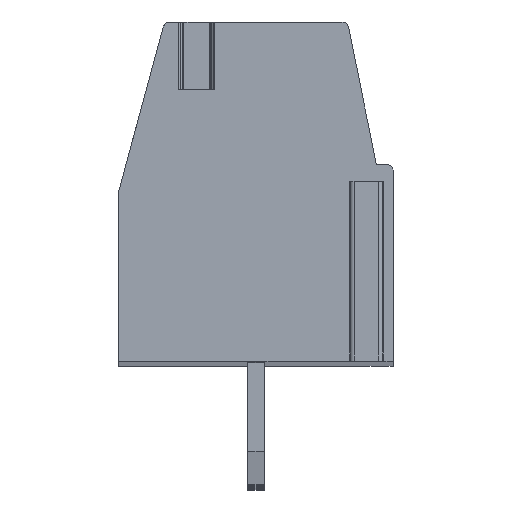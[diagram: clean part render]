
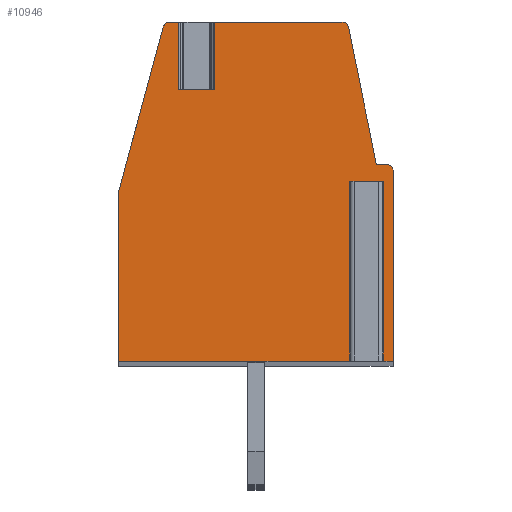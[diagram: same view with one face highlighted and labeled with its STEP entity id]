
A CAD part, top view. The second image highlights one B-rep face of the part: STEP entity #10946.
In plain terms, the highlighted planar face has unit normal (0, 0, 1).
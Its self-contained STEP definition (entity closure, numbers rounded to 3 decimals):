
#364=DIRECTION('',(-1.,0.,0.));
#365=VECTOR('',#364,1.07);
#366=CARTESIAN_POINT('',(-1.21,3.,2.5));
#367=LINE('',#366,#365);
#368=DIRECTION('',(0.,1.,0.));
#369=VECTOR('',#368,2.);
#370=CARTESIAN_POINT('',(-1.21,3.,2.5));
#371=LINE('',#370,#369);
#372=DIRECTION('',(-1.,0.,0.));
#373=VECTOR('',#372,3.746);
#374=CARTESIAN_POINT('',(2.536,5.,2.5));
#375=LINE('',#374,#373);
#376=CARTESIAN_POINT('',(2.536,4.8,2.5));
#377=DIRECTION('',(0.,0.,1.));
#378=DIRECTION('',(0.98,0.198,0.));
#379=AXIS2_PLACEMENT_3D('',#376,#377,#378);
#381=DIRECTION('',(-0.198,0.98,0.));
#382=VECTOR('',#381,4.122);
#383=CARTESIAN_POINT('',(3.55,0.8,2.5));
#384=LINE('',#383,#382);
#385=DIRECTION('',(-1.,0.,0.));
#386=VECTOR('',#385,0.3);
#387=CARTESIAN_POINT('',(3.85,0.8,2.5));
#388=LINE('',#387,#386);
#389=CARTESIAN_POINT('',(3.85,0.6,2.5));
#390=DIRECTION('',(0.,0.,1.));
#391=DIRECTION('',(1.,0.,0.));
#392=AXIS2_PLACEMENT_3D('',#389,#390,#391);
#394=DIRECTION('',(0.,1.,0.));
#395=VECTOR('',#394,5.6);
#396=CARTESIAN_POINT('',(4.05,-5.,2.5));
#397=LINE('',#396,#395);
#398=DIRECTION('',(1.,0.,0.));
#399=VECTOR('',#398,0.495);
#400=CARTESIAN_POINT('',(3.555,-5.,2.5));
#401=LINE('',#400,#399);
#402=DIRECTION('',(0.,1.,0.));
#403=VECTOR('',#402,5.3);
#404=CARTESIAN_POINT('',(3.555,-5.,2.5));
#405=LINE('',#404,#403);
#406=DIRECTION('',(1.,0.,0.));
#407=VECTOR('',#406,0.6);
#408=CARTESIAN_POINT('',(2.955,0.3,2.5));
#409=LINE('',#408,#407);
#410=DIRECTION('',(0.,1.,0.));
#411=VECTOR('',#410,5.3);
#412=CARTESIAN_POINT('',(2.955,-5.,2.5));
#413=LINE('',#412,#411);
#414=DIRECTION('',(1.,0.,0.));
#415=VECTOR('',#414,7.005);
#416=CARTESIAN_POINT('',(-4.05,-5.,2.5));
#417=LINE('',#416,#415);
#418=DIRECTION('',(0.,-1.,0.));
#419=VECTOR('',#418,5.);
#420=CARTESIAN_POINT('',(-4.05,0.,2.5));
#421=LINE('',#420,#419);
#422=DIRECTION('',(-0.261,-0.965,0.));
#423=VECTOR('',#422,5.026);
#424=CARTESIAN_POINT('',(-2.74,4.852,2.5));
#425=LINE('',#424,#423);
#426=CARTESIAN_POINT('',(-2.547,4.8,2.5));
#427=DIRECTION('',(0.,0.,1.));
#428=DIRECTION('',(0.,1.,0.));
#429=AXIS2_PLACEMENT_3D('',#426,#427,#428);
#431=DIRECTION('',(-1.,0.,0.));
#432=VECTOR('',#431,0.267);
#433=CARTESIAN_POINT('',(-2.28,5.,2.5));
#434=LINE('',#433,#432);
#435=DIRECTION('',(0.,1.,0.));
#436=VECTOR('',#435,2.);
#437=CARTESIAN_POINT('',(-2.28,3.,2.5));
#438=LINE('',#437,#436);
#8187=CARTESIAN_POINT('',(4.05,-5.,2.5));
#8188=CARTESIAN_POINT('',(4.05,0.6,2.5));
#8189=VERTEX_POINT('',#8187);
#8190=VERTEX_POINT('',#8188);
#8191=CARTESIAN_POINT('',(3.85,0.8,2.5));
#8192=VERTEX_POINT('',#8191);
#8193=CARTESIAN_POINT('',(3.55,0.8,2.5));
#8194=VERTEX_POINT('',#8193);
#8195=CARTESIAN_POINT('',(2.732,4.84,2.5));
#8196=VERTEX_POINT('',#8195);
#8197=CARTESIAN_POINT('',(2.536,5.,2.5));
#8198=VERTEX_POINT('',#8197);
#8199=CARTESIAN_POINT('',(-2.547,5.,2.5));
#8200=CARTESIAN_POINT('',(-2.74,4.852,2.5));
#8201=VERTEX_POINT('',#8199);
#8202=VERTEX_POINT('',#8200);
#8203=CARTESIAN_POINT('',(-4.05,0.,2.5));
#8204=VERTEX_POINT('',#8203);
#8205=CARTESIAN_POINT('',(-4.05,-5.,2.5));
#8206=VERTEX_POINT('',#8205);
#8223=CARTESIAN_POINT('',(2.955,0.3,2.5));
#8224=CARTESIAN_POINT('',(3.555,0.3,2.5));
#8225=VERTEX_POINT('',#8223);
#8226=VERTEX_POINT('',#8224);
#8227=CARTESIAN_POINT('',(2.955,-5.,2.5));
#8228=VERTEX_POINT('',#8227);
#8229=CARTESIAN_POINT('',(3.555,-5.,2.5));
#8230=VERTEX_POINT('',#8229);
#8299=CARTESIAN_POINT('',(-1.21,3.,2.5));
#8300=CARTESIAN_POINT('',(-2.28,3.,2.5));
#8301=VERTEX_POINT('',#8299);
#8302=VERTEX_POINT('',#8300);
#8303=CARTESIAN_POINT('',(-2.28,5.,2.5));
#8304=VERTEX_POINT('',#8303);
#8305=CARTESIAN_POINT('',(-1.21,5.,2.5));
#8306=VERTEX_POINT('',#8305);
#10906=CARTESIAN_POINT('',(0.,0.,2.5));
#10907=DIRECTION('',(0.,0.,1.));
#10908=DIRECTION('',(1.,0.,0.));
#10909=AXIS2_PLACEMENT_3D('',#10906,#10907,#10908);
#10910=PLANE('',#10909);
#10912=ORIENTED_EDGE('',*,*,#10911,.F.);
#10913=ORIENTED_EDGE('',*,*,#10897,.T.);
#10914=ORIENTED_EDGE('',*,*,#10730,.F.);
#10916=ORIENTED_EDGE('',*,*,#10915,.F.);
#10918=ORIENTED_EDGE('',*,*,#10917,.F.);
#10920=ORIENTED_EDGE('',*,*,#10919,.F.);
#10922=ORIENTED_EDGE('',*,*,#10921,.F.);
#10924=ORIENTED_EDGE('',*,*,#10923,.F.);
#10926=ORIENTED_EDGE('',*,*,#10925,.F.);
#10928=ORIENTED_EDGE('',*,*,#10927,.T.);
#10930=ORIENTED_EDGE('',*,*,#10929,.F.);
#10932=ORIENTED_EDGE('',*,*,#10931,.F.);
#10934=ORIENTED_EDGE('',*,*,#10933,.F.);
#10936=ORIENTED_EDGE('',*,*,#10935,.F.);
#10938=ORIENTED_EDGE('',*,*,#10937,.F.);
#10940=ORIENTED_EDGE('',*,*,#10939,.F.);
#10941=ORIENTED_EDGE('',*,*,#10713,.F.);
#10943=ORIENTED_EDGE('',*,*,#10942,.F.);
#10944=EDGE_LOOP('',(#10912,#10913,#10914,#10916,#10918,#10920,#10922,#10924,
#10926,#10928,#10930,#10932,#10934,#10936,#10938,#10940,#10941,#10943));
#10945=FACE_OUTER_BOUND('',#10944,.F.);
#380=CIRCLE('',#379,0.2);
#393=CIRCLE('',#392,0.2);
#430=CIRCLE('',#429,0.2);
#10713=EDGE_CURVE('',#8304,#8201,#434,.T.);
#10730=EDGE_CURVE('',#8198,#8306,#375,.T.);
#10897=EDGE_CURVE('',#8301,#8306,#371,.T.);
#10911=EDGE_CURVE('',#8301,#8302,#367,.T.);
#10915=EDGE_CURVE('',#8196,#8198,#380,.T.);
#10917=EDGE_CURVE('',#8194,#8196,#384,.T.);
#10919=EDGE_CURVE('',#8192,#8194,#388,.T.);
#10921=EDGE_CURVE('',#8190,#8192,#393,.T.);
#10923=EDGE_CURVE('',#8189,#8190,#397,.T.);
#10925=EDGE_CURVE('',#8230,#8189,#401,.T.);
#10927=EDGE_CURVE('',#8230,#8226,#405,.T.);
#10929=EDGE_CURVE('',#8225,#8226,#409,.T.);
#10931=EDGE_CURVE('',#8228,#8225,#413,.T.);
#10933=EDGE_CURVE('',#8206,#8228,#417,.T.);
#10935=EDGE_CURVE('',#8204,#8206,#421,.T.);
#10937=EDGE_CURVE('',#8202,#8204,#425,.T.);
#10939=EDGE_CURVE('',#8201,#8202,#430,.T.);
#10942=EDGE_CURVE('',#8302,#8304,#438,.T.);
#10946=ADVANCED_FACE('',(#10945),#10910,.T.);
